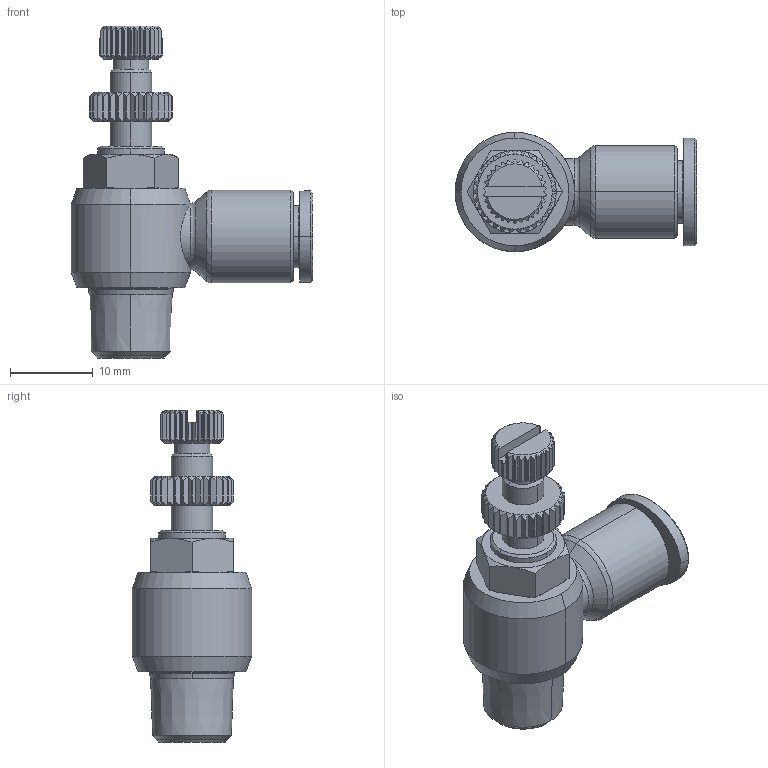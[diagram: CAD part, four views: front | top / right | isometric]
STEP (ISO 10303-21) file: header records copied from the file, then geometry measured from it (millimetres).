
FILE_DESCRIPTION (( 'STEP AP214' ), '1' );
FILE_NAME ('NSE06-01IN.STEP', '2015-10-26T15:39:33', ( '' ), ( '' ), 'SwSTEP 2.0', 'SolidWorks 2015', '' );
FILE_SCHEMA (( 'AUTOMOTIVE_DESIGN' ));
Length unit declared in the file: millimetre
Products named in the file (2): ｦ+ﾃｦ1; NSE06-01IN
Assembly tree (1 placements, depth 2):
  NSE06-01IN
    ｦ+ﾃｦ1
Bounding box: 29.15 x 14.4 x 40.05 mm (x, y, z)
Volume: 4366.1 mm3; surface area: 2751.1 mm2
Topology: 1 solids, 1 shells, 582 faces, 1530 edges, 971 vertices
Faces by surface type: plane 314, cylinder 136, cone 96, bspline 34, torus 2
Entity records: 20689 total; most frequent: CARTESIAN_POINT 6535, ORIENTED_EDGE 3060, DIRECTION 2530, EDGE_CURVE 1530, VERTEX_POINT 971, AXIS2_PLACEMENT_3D 860, LINE 810, VECTOR 810
